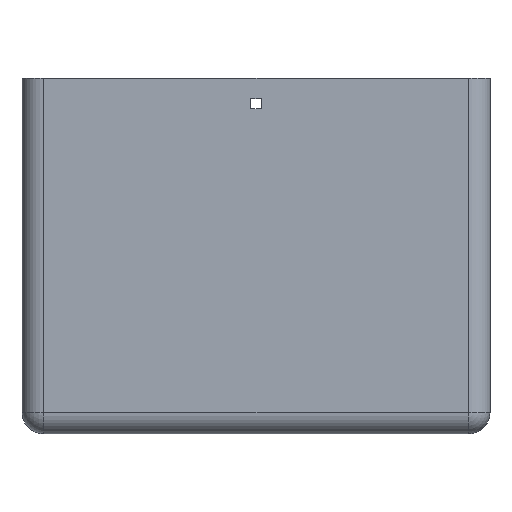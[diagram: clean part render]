
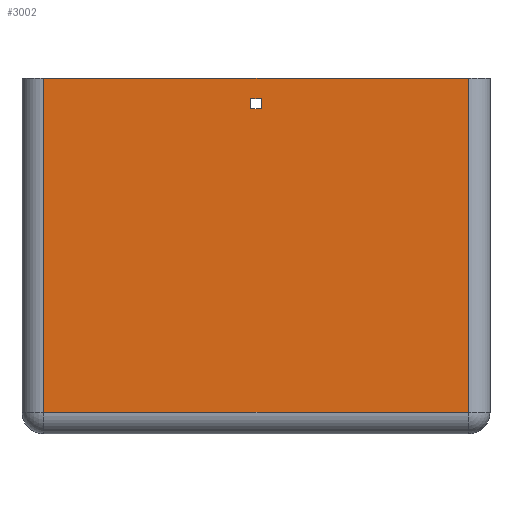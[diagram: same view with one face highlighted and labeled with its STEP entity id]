
A CAD part, left-side view. The second image highlights one B-rep face of the part: STEP entity #3002.
In plain terms, the highlighted planar face has unit normal (-1, 0, 0).
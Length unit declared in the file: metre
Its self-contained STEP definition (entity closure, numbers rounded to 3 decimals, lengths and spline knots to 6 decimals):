
#235=ORIENTED_EDGE('',*,*,#1153,.F.);
#236=ORIENTED_EDGE('',*,*,#1154,.T.);
#237=ORIENTED_EDGE('',*,*,#1155,.T.);
#238=ORIENTED_EDGE('',*,*,#1156,.T.);
#239=ORIENTED_EDGE('',*,*,#1157,.T.);
#240=ORIENTED_EDGE('',*,*,#1158,.T.);
#241=ORIENTED_EDGE('',*,*,#1159,.F.);
#242=ORIENTED_EDGE('',*,*,#1160,.F.);
#1153=EDGE_CURVE('',#1612,#1613,#1914,.T.);
#1154=EDGE_CURVE('',#1612,#1614,#1915,.F.);
#1155=EDGE_CURVE('',#1614,#1615,#1916,.T.);
#1156=EDGE_CURVE('',#1615,#1613,#1917,.T.);
#1157=EDGE_CURVE('',#1616,#1617,#1918,.T.);
#1158=EDGE_CURVE('',#1617,#1618,#1919,.T.);
#1159=EDGE_CURVE('',#1619,#1618,#1920,.T.);
#1160=EDGE_CURVE('',#1616,#1619,#1921,.T.);
#1612=VERTEX_POINT('',#4159);
#1613=VERTEX_POINT('',#4160);
#1614=VERTEX_POINT('',#4162);
#1615=VERTEX_POINT('',#4164);
#1616=VERTEX_POINT('',#4167);
#1617=VERTEX_POINT('',#4168);
#1618=VERTEX_POINT('',#4170);
#1619=VERTEX_POINT('',#4172);
#1914=LINE('',#4158,#2227);
#1915=LINE('',#4161,#2228);
#1916=LINE('',#4163,#2229);
#1917=LINE('',#4165,#2230);
#1918=LINE('',#4166,#2231);
#1919=LINE('',#4169,#2232);
#1920=LINE('',#4171,#2233);
#1921=LINE('',#4173,#2234);
#2227=VECTOR('',#3407,1.);
#2228=VECTOR('',#3408,1.);
#2229=VECTOR('',#3409,1.);
#2230=VECTOR('',#3410,1.);
#2231=VECTOR('',#3411,1.);
#2232=VECTOR('',#3412,1.);
#2233=VECTOR('',#3413,1.);
#2234=VECTOR('',#3414,1.);
#2540=EDGE_LOOP('',(#235,#236,#237,#238));
#2541=EDGE_LOOP('',(#239,#240,#241,#242));
#2725=FACE_BOUND('',#2540,.T.);
#2726=FACE_BOUND('',#2541,.T.);
#2910=PLANE('',#3184);
#3002=ADVANCED_FACE('',(#2725,#2726),#2910,.T.);
#3184=AXIS2_PLACEMENT_3D('',#4157,#3405,#3406);
#3405=DIRECTION('',(-1.,0.,0.));
#3406=DIRECTION('',(0.,0.,1.));
#3407=DIRECTION('',(0.,-1.,0.));
#3408=DIRECTION('',(0.,0.,1.));
#3409=DIRECTION('',(0.,-1.,0.));
#3410=DIRECTION('',(0.,0.,1.));
#3411=DIRECTION('',(0.,1.,0.));
#3412=DIRECTION('',(0.,0.,1.));
#3413=DIRECTION('',(0.,1.,0.));
#3414=DIRECTION('',(0.,0.,1.));
#4157=CARTESIAN_POINT('',(-0.04775,0.,-0.002));
#4158=CARTESIAN_POINT('',(-0.04775,0.,0.0398));
#4159=CARTESIAN_POINT('',(-0.04775,0.02496,0.0398));
#4160=CARTESIAN_POINT('',(-0.04775,-0.02496,0.0398));
#4161=CARTESIAN_POINT('',(-0.04775,0.02496,-0.002));
#4162=CARTESIAN_POINT('',(-0.04775,0.02496,0.00054));
#4163=CARTESIAN_POINT('',(-0.04775,-0.0275,0.00054));
#4164=CARTESIAN_POINT('',(-0.04775,-0.02496,0.00054));
#4165=CARTESIAN_POINT('',(-0.04775,-0.02496,-0.002));
#4166=CARTESIAN_POINT('',(-0.04775,0.,0.0362));
#4167=CARTESIAN_POINT('',(-0.04775,-0.0006,0.0362));
#4168=CARTESIAN_POINT('',(-0.04775,0.0006,0.0362));
#4169=CARTESIAN_POINT('',(-0.04775,0.0006,-0.002));
#4170=CARTESIAN_POINT('',(-0.04775,0.0006,0.0374));
#4171=CARTESIAN_POINT('',(-0.04775,0.,0.0374));
#4172=CARTESIAN_POINT('',(-0.04775,-0.0006,0.0374));
#4173=CARTESIAN_POINT('',(-0.04775,-0.0006,-0.002));
